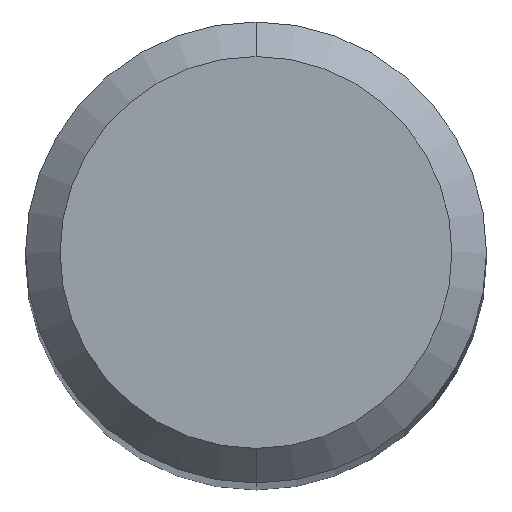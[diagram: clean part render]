
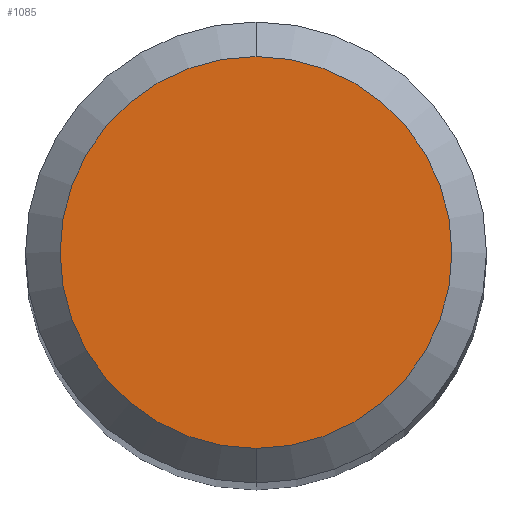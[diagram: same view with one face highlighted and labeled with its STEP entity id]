
A CAD part, top view. The second image highlights one B-rep face of the part: STEP entity #1085.
In plain terms, the highlighted planar face has unit normal (0, 0, 1).
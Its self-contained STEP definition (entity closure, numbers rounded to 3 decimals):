
#525=VERTEX_POINT('',#1287);
#581=VERTEX_POINT('',#1352);
#587=EDGE_CURVE('',#525,#581,#1359,.T.);
#765=EDGE_CURVE('',#581,#525,#1553,.T.);
#1085=ADVANCED_FACE('',(#1895),#1896,.T.);
#1287=CARTESIAN_POINT('',(0.,-1.7,0.0));
#1352=CARTESIAN_POINT('',(0.0,1.7,0.0));
#1359=CIRCLE('',#2943,1.7);
#1553=CIRCLE('',#3747,1.7);
#1895=FACE_OUTER_BOUND('',#4791,.T.);
#1896=PLANE('',#4792);
#2943=AXIS2_PLACEMENT_3D('',#5223,#5224,#5225);
#3747=AXIS2_PLACEMENT_3D('',#5431,#5432,#5433);
#4791=EDGE_LOOP('',(#5762,#5763));
#4792=AXIS2_PLACEMENT_3D('',#5764,#5765,#5766);
#5223=CARTESIAN_POINT('',(0.0,0.0,0.0));
#5224=DIRECTION('',(0.0,0.0,-1.0));
#5225=DIRECTION('',(0.0,1.0,0.0));
#5431=CARTESIAN_POINT('',(0.0,0.0,0.0));
#5432=DIRECTION('',(0.0,0.0,-1.0));
#5433=DIRECTION('',(0.0,1.0,0.0));
#5762=ORIENTED_EDGE('',*,*,#765,.F.);
#5763=ORIENTED_EDGE('',*,*,#587,.F.);
#5764=CARTESIAN_POINT('',(0.0,0.85,0.0));
#5765=DIRECTION('',(-0.0,0.0,1.0));
#5766=DIRECTION('',(0.0,-1.0,0.0));
